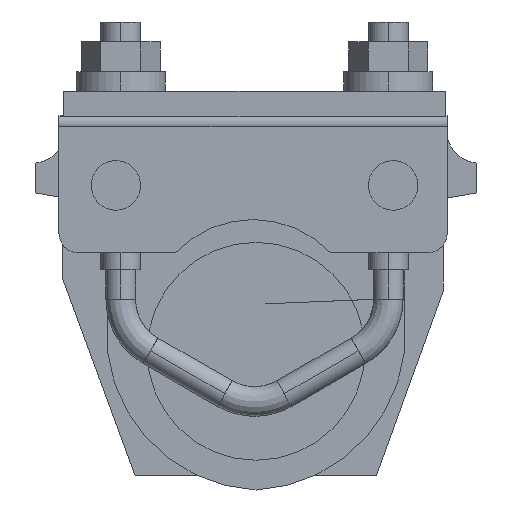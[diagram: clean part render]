
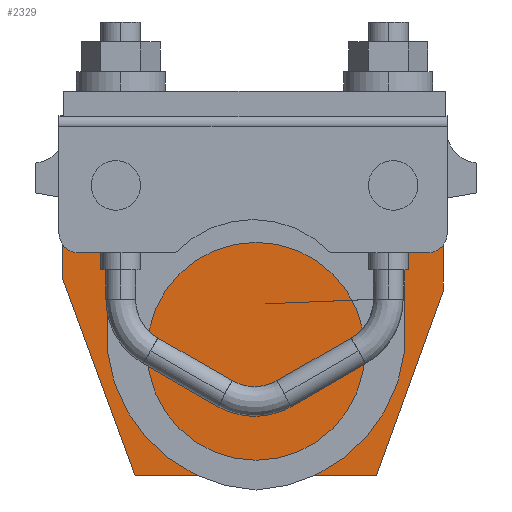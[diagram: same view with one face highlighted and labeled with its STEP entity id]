
A CAD part, left-side view. The second image highlights one B-rep face of the part: STEP entity #2329.
In plain terms, the highlighted planar face has unit normal (-1, 0, 0).
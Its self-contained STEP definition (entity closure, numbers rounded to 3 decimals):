
#1689=VERTEX_POINT('',#4228);
#1723=VERTEX_POINT('',#4266);
#1765=EDGE_CURVE('',#3391,#2939,#4313,.T.);
#1841=EDGE_CURVE('',#1689,#2397,#4398,.T.);
#1979=VERTEX_POINT('',#4543);
#2189=EDGE_CURVE('',#1689,#3391,#4775,.T.);
#2329=ADVANCED_FACE('',(#4928),#4929,.T.);
#2389=EDGE_CURVE('',#1979,#1723,#4995,.T.);
#2397=VERTEX_POINT('',#5003);
#2437=EDGE_CURVE('',#2453,#1979,#5050,.T.);
#2449=EDGE_CURVE('',#1723,#3277,#5062,.T.);
#2453=VERTEX_POINT('',#5066);
#2763=EDGE_CURVE('',#2939,#2453,#5416,.T.);
#2831=EDGE_CURVE('',#2397,#3277,#5492,.T.);
#2939=VERTEX_POINT('',#5603);
#3277=VERTEX_POINT('',#5978);
#3391=VERTEX_POINT('',#6106);
#4228=CARTESIAN_POINT('',(-2.5,-19.08,18.25));
#4266=CARTESIAN_POINT('',(-2.5,19.35,18.36));
#4313=LINE('',#7664,#7665);
#4398=LINE('',#7786,#7787);
#4543=CARTESIAN_POINT('',(-2.5,19.35,2.47));
#4775=LINE('',#8394,#8395);
#4928=FACE_OUTER_BOUND('',#8603,.T.);
#4929=PLANE('',#8604);
#4995=LINE('',#8697,#8698);
#5003=CARTESIAN_POINT('',(-2.5,19.25,18.25));
#5050=LINE('',#8772,#8773);
#5062=LINE('',#8812,#8813);
#5066=CARTESIAN_POINT('',(-2.5,12.06,-17.33));
#5416=LINE('',#9380,#9381);
#5492=LINE('',#9834,#9835);
#5603=CARTESIAN_POINT('',(-2.5,-12.31,-17.33));
#5978=CARTESIAN_POINT('',(-2.5,19.25,18.36));
#6106=CARTESIAN_POINT('',(-2.5,-19.08,1.44));
#7664=CARTESIAN_POINT('',(-2.5,-19.08,1.44));
#7665=VECTOR('',#12383,1.0);
#7786=CARTESIAN_POINT('',(-2.5,-9.607,18.25));
#7787=VECTOR('',#12480,1.0);
#8394=CARTESIAN_POINT('',(-2.5,-19.08,18.36));
#8395=VECTOR('',#12865,1.0);
#8603=EDGE_LOOP('',(#13007,#13008,#13009,#13010,#13011,#13012,#13013,#13014));
#8604=AXIS2_PLACEMENT_3D('',#13015,#13016,#13017);
#8697=CARTESIAN_POINT('',(-2.5,19.35,2.47));
#8698=VECTOR('',#13115,1.0);
#8772=CARTESIAN_POINT('',(-2.5,12.06,-17.33));
#8773=VECTOR('',#13196,1.0);
#8812=CARTESIAN_POINT('',(-2.5,19.35,18.36));
#8813=VECTOR('',#13200,1.0);
#9380=CARTESIAN_POINT('',(-2.5,-12.31,-17.33));
#9381=VECTOR('',#13695,1.0);
#9834=CARTESIAN_POINT('',(-2.5,19.25,10.918));
#9835=VECTOR('',#13778,1.0);
#12383=DIRECTION('',(-0.0,0.339,-0.941));
#12480=DIRECTION('',(0.0,1.0,0.0));
#12865=DIRECTION('',(0.0,0.0,-1.0));
#13007=ORIENTED_EDGE('',*,*,#1841,.T.);
#13008=ORIENTED_EDGE('',*,*,#2831,.T.);
#13009=ORIENTED_EDGE('',*,*,#2449,.F.);
#13010=ORIENTED_EDGE('',*,*,#2389,.F.);
#13011=ORIENTED_EDGE('',*,*,#2437,.F.);
#13012=ORIENTED_EDGE('',*,*,#2763,.F.);
#13013=ORIENTED_EDGE('',*,*,#1765,.F.);
#13014=ORIENTED_EDGE('',*,*,#2189,.F.);
#13015=CARTESIAN_POINT('',(-2.5,0.036,2.202));
#13016=DIRECTION('',(-1.0,0.0,0.0));
#13017=DIRECTION('',(0.0,-1.0,0.0));
#13115=DIRECTION('',(0.0,0.0,1.0));
#13196=DIRECTION('',(0.0,0.346,0.938));
#13200=DIRECTION('',(0.0,-1.0,0.0));
#13695=DIRECTION('',(0.0,1.0,0.0));
#13778=DIRECTION('',(0.0,-0.0,1.0));
